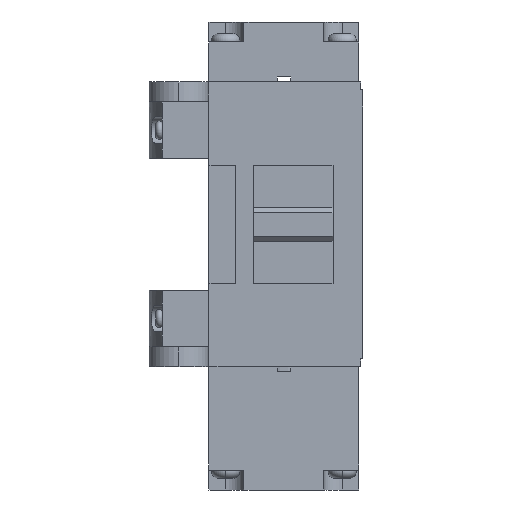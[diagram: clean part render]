
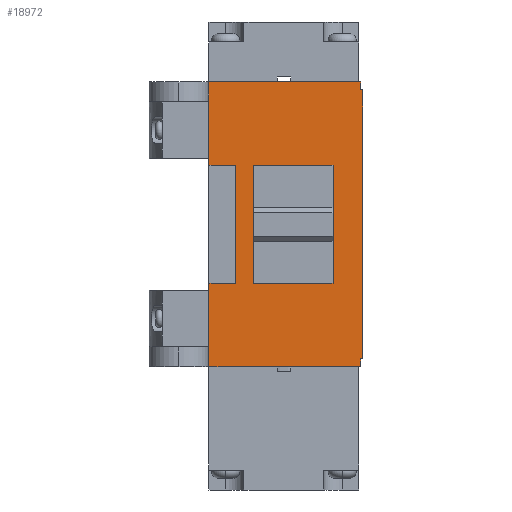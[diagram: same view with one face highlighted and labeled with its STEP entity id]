
A CAD part, left-side view. The second image highlights one B-rep face of the part: STEP entity #18972.
In plain terms, the highlighted planar face has unit normal (-1, 0, 0).
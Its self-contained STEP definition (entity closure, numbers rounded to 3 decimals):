
#1539 = EDGE_LOOP ( 'NONE', ( #25060, #25059, #25058, #25057, #25056, #25055, #25054, #25053, #25052, #25051, #25050, #25049 ) ) ;
#1540 = EDGE_LOOP ( 'NONE', ( #25064, #25063, #25062, #25061 ) ) ;
#7002 = EDGE_CURVE ( 'NONE', #24372, #24321, #15566, .T. ) ;
#7008 = EDGE_CURVE ( 'NONE', #24482, #24481, #15570, .T. ) ;
#7009 = EDGE_CURVE ( 'NONE', #24480, #24482, #15573, .T. ) ;
#7010 = EDGE_CURVE ( 'NONE', #24480, #24478, #15575, .T. ) ;
#7011 = EDGE_CURVE ( 'NONE', #24478, #24481, #15577, .T. ) ;
#7012 = EDGE_CURVE ( 'NONE', #24473, #24471, #15579, .T. ) ;
#7013 = EDGE_CURVE ( 'NONE', #24466, #24471, #15581, .T. ) ;
#7014 = EDGE_CURVE ( 'NONE', #24461, #24466, #15583, .T. ) ;
#7015 = EDGE_CURVE ( 'NONE', #24461, #24458, #15585, .T. ) ;
#7016 = EDGE_CURVE ( 'NONE', #24321, #24458, #15587, .T. ) ;
#7017 = EDGE_CURVE ( 'NONE', #24434, #24372, #15589, .T. ) ;
#7018 = EDGE_CURVE ( 'NONE', #24418, #24434, #15591, .T. ) ;
#7019 = EDGE_CURVE ( 'NONE', #24416, #24418, #15593, .T. ) ;
#7020 = EDGE_CURVE ( 'NONE', #24410, #24416, #15595, .T. ) ;
#7021 = EDGE_CURVE ( 'NONE', #24410, #24394, #15597, .T. ) ;
#7022 = EDGE_CURVE ( 'NONE', #24473, #24394, #15599, .T. ) ;
#10798 = CARTESIAN_POINT ( 'NONE',  ( -25.5, -14.74, -25. ) ) ;
#10799 = CARTESIAN_POINT ( 'NONE',  ( -25.5, 9.26, -25. ) ) ;
#10800 = CARTESIAN_POINT ( 'NONE',  ( -25.5, -14.74, -60.5 ) ) ;
#10803 = CARTESIAN_POINT ( 'NONE',  ( -25.5, 9.26, -60.5 ) ) ;
#10811 = CARTESIAN_POINT ( 'NONE',  ( -25.5, 22.5, -85.5 ) ) ;
#10813 = CARTESIAN_POINT ( 'NONE',  ( -25.5, -23., -85.5 ) ) ;
#10820 = CARTESIAN_POINT ( 'NONE',  ( -25.5, -23., -83.1 ) ) ;
#10828 = CARTESIAN_POINT ( 'NONE',  ( -25.5, -23.74, -83.1 ) ) ;
#10832 = CARTESIAN_POINT ( 'NONE',  ( -25.5, -23.74, -2.4 ) ) ;
#10865 = CARTESIAN_POINT ( 'NONE',  ( -25.5, 22.5, 0. ) ) ;
#10888 = CARTESIAN_POINT ( 'NONE',  ( -25.5, 22.5, -25. ) ) ;
#10890 = CARTESIAN_POINT ( 'NONE',  ( -25.5, 14.5, -25. ) ) ;
#10899 = CARTESIAN_POINT ( 'NONE',  ( -25.5, 14.5, -60.5 ) ) ;
#10921 = CARTESIAN_POINT ( 'NONE',  ( -25.5, 22.5, -60.5 ) ) ;
#10952 = CARTESIAN_POINT ( 'NONE',  ( -25.5, -23., 0. ) ) ;
#11023 = CARTESIAN_POINT ( 'NONE',  ( -25.5, -23., -2.4 ) ) ;
#11969 = AXIS2_PLACEMENT_3D ( 'NONE', #14961, #14960, #14959 ) ;
#14959 = DIRECTION ( 'NONE',  ( 0., 0., 1. ) ) ;
#14960 = DIRECTION ( 'NONE',  ( -1., 0., 0. ) ) ;
#14961 = CARTESIAN_POINT ( 'NONE',  ( -25.5, -23.74, -85.5 ) ) ;
#14962 = PLANE ( 'NONE',  #11969 ) ;
#15566 = LINE ( 'NONE', #17456, #15567 ) ;
#15567 = VECTOR ( 'NONE', #17455, 1000. ) ;
#15570 = LINE ( 'NONE', #17411, #15572 ) ;
#15572 = VECTOR ( 'NONE', #17410, 1000. ) ;
#15573 = LINE ( 'NONE', #17409, #15574 ) ;
#15574 = VECTOR ( 'NONE', #17407, 1000. ) ;
#15575 = LINE ( 'NONE', #17406, #15576 ) ;
#15576 = VECTOR ( 'NONE', #17404, 1000. ) ;
#15577 = LINE ( 'NONE', #17403, #15578 ) ;
#15578 = VECTOR ( 'NONE', #17401, 1000. ) ;
#15579 = LINE ( 'NONE', #17400, #15580 ) ;
#15580 = VECTOR ( 'NONE', #17399, 1000. ) ;
#15581 = LINE ( 'NONE', #17398, #15582 ) ;
#15582 = VECTOR ( 'NONE', #17397, 1000. ) ;
#15583 = LINE ( 'NONE', #17394, #15584 ) ;
#15584 = VECTOR ( 'NONE', #17393, 1000. ) ;
#15585 = LINE ( 'NONE', #17392, #15586 ) ;
#15586 = VECTOR ( 'NONE', #17390, 1000. ) ;
#15587 = LINE ( 'NONE', #17389, #15588 ) ;
#15588 = VECTOR ( 'NONE', #17388, 1000. ) ;
#15589 = LINE ( 'NONE', #17387, #15590 ) ;
#15590 = VECTOR ( 'NONE', #17386, 1000. ) ;
#15591 = LINE ( 'NONE', #17384, #15592 ) ;
#15592 = VECTOR ( 'NONE', #17383, 1000. ) ;
#15593 = LINE ( 'NONE', #17381, #15594 ) ;
#15594 = VECTOR ( 'NONE', #17380, 1000. ) ;
#15595 = LINE ( 'NONE', #17379, #15596 ) ;
#15596 = VECTOR ( 'NONE', #17378, 1000. ) ;
#15597 = LINE ( 'NONE', #17377, #15598 ) ;
#15598 = VECTOR ( 'NONE', #17375, 1000. ) ;
#15599 = LINE ( 'NONE', #17374, #15600 ) ;
#15600 = VECTOR ( 'NONE', #17373, 1000. ) ;
#17373 = DIRECTION ( 'NONE',  ( 0., 0., 1. ) ) ;
#17374 = CARTESIAN_POINT ( 'NONE',  ( -25.5, 22.5, -85.5 ) ) ;
#17375 = DIRECTION ( 'NONE',  ( 0., 1., 0. ) ) ;
#17377 = CARTESIAN_POINT ( 'NONE',  ( -25.5, 14.5, -60.5 ) ) ;
#17378 = DIRECTION ( 'NONE',  ( 0., 0., 1. ) ) ;
#17379 = CARTESIAN_POINT ( 'NONE',  ( -25.5, 14.5, -25. ) ) ;
#17380 = DIRECTION ( 'NONE',  ( 0., 1., 0. ) ) ;
#17381 = CARTESIAN_POINT ( 'NONE',  ( -25.5, 14.5, -25. ) ) ;
#17383 = DIRECTION ( 'NONE',  ( 0., 0., 1. ) ) ;
#17384 = CARTESIAN_POINT ( 'NONE',  ( -25.5, 22.5, -85.5 ) ) ;
#17386 = DIRECTION ( 'NONE',  ( 0., -1., 0. ) ) ;
#17387 = CARTESIAN_POINT ( 'NONE',  ( -25.5, -23.74, 0. ) ) ;
#17388 = DIRECTION ( 'NONE',  ( 0., -1., 0. ) ) ;
#17389 = CARTESIAN_POINT ( 'NONE',  ( -25.5, -23., -2.4 ) ) ;
#17390 = DIRECTION ( 'NONE',  ( 0., 0., 1. ) ) ;
#17392 = CARTESIAN_POINT ( 'NONE',  ( -25.5, -23.74, -85.5 ) ) ;
#17393 = DIRECTION ( 'NONE',  ( 0., 1., 0. ) ) ;
#17394 = CARTESIAN_POINT ( 'NONE',  ( -25.5, -23., -83.1 ) ) ;
#17397 = DIRECTION ( 'NONE',  ( 0., 0., -1. ) ) ;
#17398 = CARTESIAN_POINT ( 'NONE',  ( -25.5, -23., -83.1 ) ) ;
#17399 = DIRECTION ( 'NONE',  ( 0., -1., 0. ) ) ;
#17400 = CARTESIAN_POINT ( 'NONE',  ( -25.5, -23.74, -85.5 ) ) ;
#17401 = DIRECTION ( 'NONE',  ( 0., 0., 1. ) ) ;
#17403 = CARTESIAN_POINT ( 'NONE',  ( -25.5, 9.26, -25. ) ) ;
#17404 = DIRECTION ( 'NONE',  ( 0., 1., 0. ) ) ;
#17406 = CARTESIAN_POINT ( 'NONE',  ( -25.5, -14.74, -60.5 ) ) ;
#17407 = DIRECTION ( 'NONE',  ( 0., 0., 1. ) ) ;
#17409 = CARTESIAN_POINT ( 'NONE',  ( -25.5, -14.74, -25. ) ) ;
#17410 = DIRECTION ( 'NONE',  ( 0., 1., 0. ) ) ;
#17411 = CARTESIAN_POINT ( 'NONE',  ( -25.5, -14.74, -25. ) ) ;
#17455 = DIRECTION ( 'NONE',  ( 0., 0., -1. ) ) ;
#17456 = CARTESIAN_POINT ( 'NONE',  ( -25.5, -23., -2.4 ) ) ;
#18852 = FACE_BOUND ( 'NONE', #1540, .T. ) ;
#18853 = FACE_OUTER_BOUND ( 'NONE', #1539, .T. ) ;
#18972 = ADVANCED_FACE ( 'NONE', ( #18852, #18853 ), #14962, .T. ) ;
#24321 = VERTEX_POINT ( 'NONE', #11023 ) ;
#24372 = VERTEX_POINT ( 'NONE', #10952 ) ;
#24394 = VERTEX_POINT ( 'NONE', #10921 ) ;
#24410 = VERTEX_POINT ( 'NONE', #10899 ) ;
#24416 = VERTEX_POINT ( 'NONE', #10890 ) ;
#24418 = VERTEX_POINT ( 'NONE', #10888 ) ;
#24434 = VERTEX_POINT ( 'NONE', #10865 ) ;
#24458 = VERTEX_POINT ( 'NONE', #10832 ) ;
#24461 = VERTEX_POINT ( 'NONE', #10828 ) ;
#24466 = VERTEX_POINT ( 'NONE', #10820 ) ;
#24471 = VERTEX_POINT ( 'NONE', #10813 ) ;
#24473 = VERTEX_POINT ( 'NONE', #10811 ) ;
#24478 = VERTEX_POINT ( 'NONE', #10803 ) ;
#24480 = VERTEX_POINT ( 'NONE', #10800 ) ;
#24481 = VERTEX_POINT ( 'NONE', #10799 ) ;
#24482 = VERTEX_POINT ( 'NONE', #10798 ) ;
#25049 = ORIENTED_EDGE ( 'NONE', *, *, #7022, .F. ) ;
#25050 = ORIENTED_EDGE ( 'NONE', *, *, #7021, .T. ) ;
#25051 = ORIENTED_EDGE ( 'NONE', *, *, #7020, .F. ) ;
#25052 = ORIENTED_EDGE ( 'NONE', *, *, #7019, .F. ) ;
#25053 = ORIENTED_EDGE ( 'NONE', *, *, #7018, .F. ) ;
#25054 = ORIENTED_EDGE ( 'NONE', *, *, #7017, .F. ) ;
#25055 = ORIENTED_EDGE ( 'NONE', *, *, #7002, .F. ) ;
#25056 = ORIENTED_EDGE ( 'NONE', *, *, #7016, .F. ) ;
#25057 = ORIENTED_EDGE ( 'NONE', *, *, #7015, .T. ) ;
#25058 = ORIENTED_EDGE ( 'NONE', *, *, #7014, .F. ) ;
#25059 = ORIENTED_EDGE ( 'NONE', *, *, #7013, .F. ) ;
#25060 = ORIENTED_EDGE ( 'NONE', *, *, #7012, .T. ) ;
#25061 = ORIENTED_EDGE ( 'NONE', *, *, #7011, .T. ) ;
#25062 = ORIENTED_EDGE ( 'NONE', *, *, #7010, .T. ) ;
#25063 = ORIENTED_EDGE ( 'NONE', *, *, #7009, .F. ) ;
#25064 = ORIENTED_EDGE ( 'NONE', *, *, #7008, .F. ) ;
